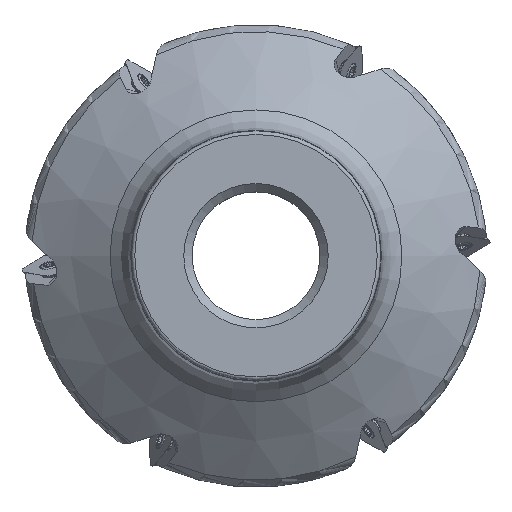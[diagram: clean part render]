
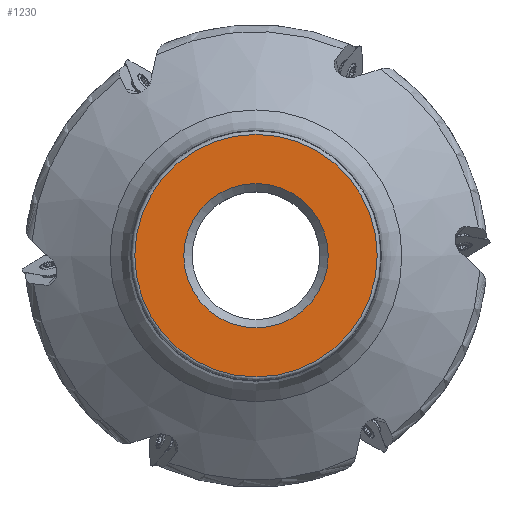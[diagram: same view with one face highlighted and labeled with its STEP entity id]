
A CAD part, top view. The second image highlights one B-rep face of the part: STEP entity #1230.
In plain terms, the highlighted planar face has unit normal (0, 0, 1).
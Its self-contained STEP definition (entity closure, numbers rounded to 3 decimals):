
#1230=ADVANCED_FACE('SU_1',(#2420,#2421),#1782,.F.);
#1782=PLANE('',#12452);
#2163=CIRCLE('',#12450,36.193);
#2164=CIRCLE('',#12451,21.556);
#2420=FACE_BOUND('',#2702,.T.);
#2421=FACE_BOUND('',#2703,.T.);
#2702=EDGE_LOOP('',(#5019));
#2703=EDGE_LOOP('',(#5020));
#5019=ORIENTED_EDGE('',*,*,#9619,.T.);
#5020=ORIENTED_EDGE('',*,*,#9620,.F.);
#8288=VERTEX_POINT('',#19803);
#8289=VERTEX_POINT('',#19805);
#9619=EDGE_CURVE('',#8288,#8288,#2163,.T.);
#9620=EDGE_CURVE('',#8289,#8289,#2164,.T.);
#12450=AXIS2_PLACEMENT_3D('',#19802,#14118,#14119);
#12451=AXIS2_PLACEMENT_3D('',#19804,#14120,#14121);
#12452=AXIS2_PLACEMENT_3D('',#19806,#14122,#14123);
#14118=DIRECTION('',(0.,0.,1.));
#14119=DIRECTION('',(1.,0.,0.));
#14120=DIRECTION('',(0.,0.,1.));
#14121=DIRECTION('',(1.,0.,0.));
#14122=DIRECTION('',(0.,0.,-1.));
#14123=DIRECTION('',(-1.,0.,0.));
#19802=CARTESIAN_POINT('',(0.,0.,0.));
#19803=CARTESIAN_POINT('',(36.193,0.,0.));
#19804=CARTESIAN_POINT('',(0.,0.,0.));
#19805=CARTESIAN_POINT('',(21.556,0.,0.));
#19806=CARTESIAN_POINT('',(-37.193,0.,0.));
